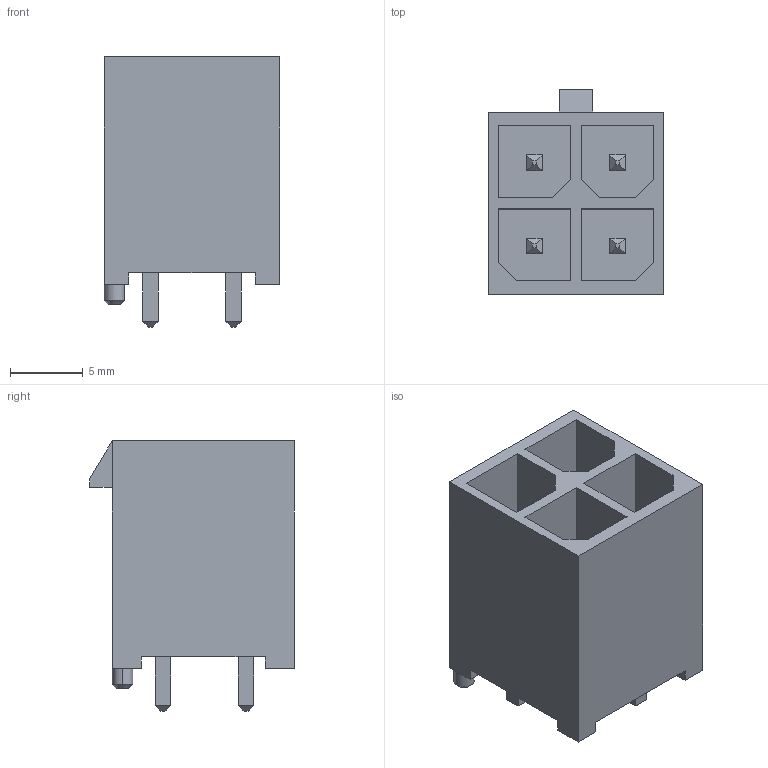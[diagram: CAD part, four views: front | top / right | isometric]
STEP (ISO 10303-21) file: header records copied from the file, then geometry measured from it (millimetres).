
FILE_DESCRIPTION((''),'2;1');
FILE_NAME('1720650204','2017-11-24T',('ghp'),(''),'PRO/ENGINEER BY PARAMETRIC TECHNOLOGY CORPORATION, 2012310','PRO/ENGINEER BY PARAMETRIC TECHNOLOGY CORPORATION, 2012310','');
FILE_SCHEMA(('CONFIG_CONTROL_DESIGN'));
Length unit declared in the file: millimetre
Products named in the file (1): 1720650204
Bounding box: 12.05 x 14.03 x 18.53 mm (x, y, z)
Volume: 1252 mm3; surface area: 2095.8 mm2
Topology: 1 solids, 1 shells, 168 faces, 411 edges, 263 vertices
Faces by surface type: plane 164, cylinder 2, cone 2
Entity records: 4834 total; most frequent: CARTESIAN_POINT 839, ORIENTED_EDGE 816, DIRECTION 758, EDGE_CURVE 408, VECTOR 402, LINE 402, VERTEX_POINT 259, EDGE_LOOP 185
